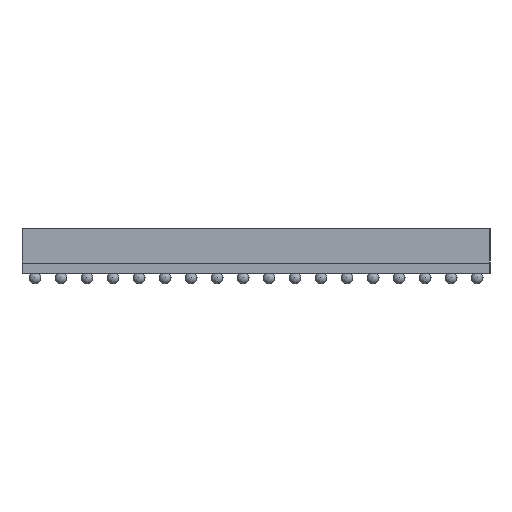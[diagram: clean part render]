
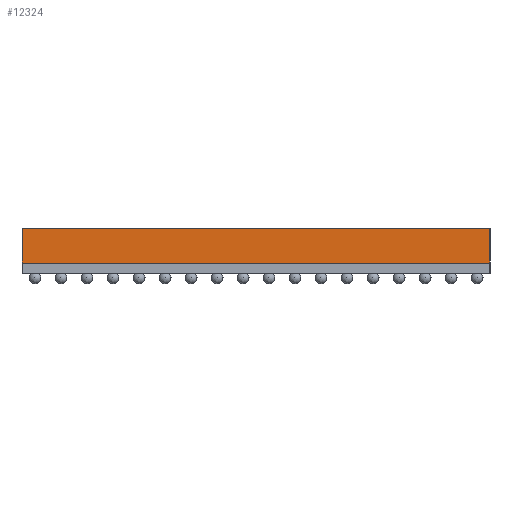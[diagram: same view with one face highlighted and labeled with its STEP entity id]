
A CAD part, left-side view. The second image highlights one B-rep face of the part: STEP entity #12324.
In plain terms, the highlighted planar face has unit normal (-1, 0, 0).
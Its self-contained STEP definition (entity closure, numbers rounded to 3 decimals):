
#498=LINE('',#20310,#1070);
#592=LINE('',#20798,#1164);
#596=LINE('',#20806,#1168);
#597=LINE('',#20808,#1169);
#1070=VECTOR('',#16211,1.);
#1164=VECTOR('',#16371,1.);
#1168=VECTOR('',#16379,1.);
#1169=VECTOR('',#16382,1.);
#1553=PLANE('',#13695);
#2818=FACE_OUTER_BOUND('',#4172,.T.);
#4172=EDGE_LOOP('',(#10064,#10065,#10066,#10067));
#6249=VERTEX_POINT('',#20303);
#6252=VERTEX_POINT('',#20308);
#6422=VERTEX_POINT('',#20794);
#6425=VERTEX_POINT('',#20804);
#7532=EDGE_CURVE('',#6252,#6249,#498,.T.);
#7704=EDGE_CURVE('',#6249,#6422,#592,.T.);
#7708=EDGE_CURVE('',#6252,#6425,#596,.T.);
#7709=EDGE_CURVE('',#6425,#6422,#597,.T.);
#10064=ORIENTED_EDGE('',*,*,#7709,.T.);
#10065=ORIENTED_EDGE('',*,*,#7704,.F.);
#10066=ORIENTED_EDGE('',*,*,#7532,.F.);
#10067=ORIENTED_EDGE('',*,*,#7708,.T.);
#12324=ADVANCED_FACE('',(#2818),#1553,.F.);
#13695=AXIS2_PLACEMENT_3D('',#20807,#16380,#16381);
#16211=DIRECTION('',(0.,-1.,0.));
#16371=DIRECTION('',(0.,0.,-1.));
#16379=DIRECTION('',(0.,0.,-1.));
#16380=DIRECTION('center_axis',(1.,0.,0.));
#16381=DIRECTION('ref_axis',(0.,0.,1.));
#16382=DIRECTION('',(0.,-1.,0.));
#20303=CARTESIAN_POINT('',(-6.909,-5.944,1.402));
#20308=CARTESIAN_POINT('',(-6.909,5.944,1.402));
#20310=CARTESIAN_POINT('',(-6.909,5.944,1.402));
#20794=CARTESIAN_POINT('',(-6.909,-5.944,0.528));
#20798=CARTESIAN_POINT('',(-6.909,-5.944,1.402));
#20804=CARTESIAN_POINT('',(-6.909,5.944,0.528));
#20806=CARTESIAN_POINT('',(-6.909,5.944,1.402));
#20807=CARTESIAN_POINT('Origin',(-6.909,5.944,1.402));
#20808=CARTESIAN_POINT('',(-6.909,5.944,0.528));
